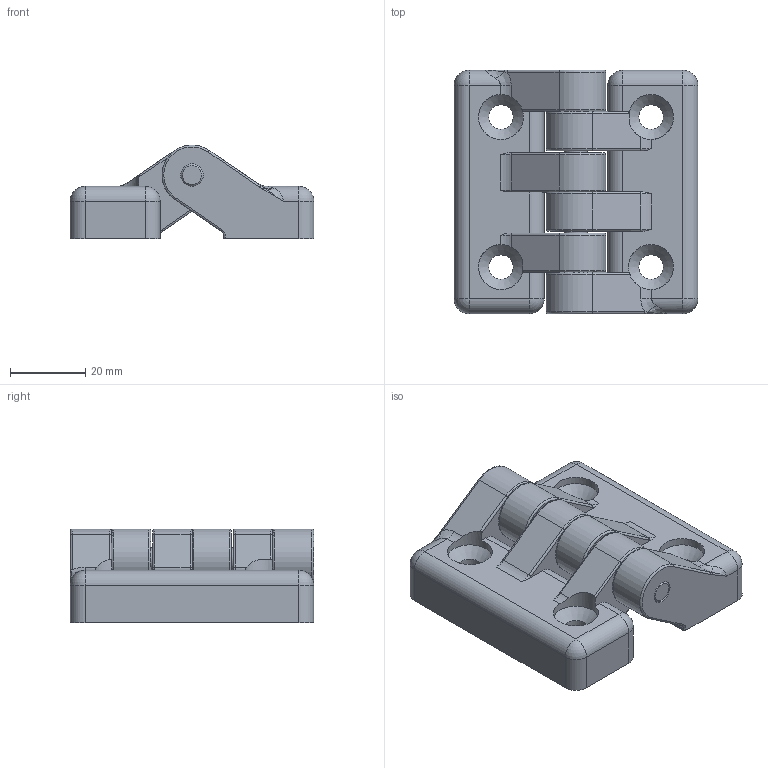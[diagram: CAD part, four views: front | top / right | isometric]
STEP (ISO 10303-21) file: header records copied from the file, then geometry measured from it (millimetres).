
FILE_DESCRIPTION(/* description */ ('File step'),/* implementation_level */ '2;1');
FILE_NAME(/* name */ '6388030',/* time_stamp */ '2022-02-18T17:16:19+01:00',/* author */ ('Zorzan D.'),/* organization */ ('Gamm Srl.'),/* preprocessor_version */ 'ST-DEVELOPER v16.7',/* originating_system */ 'Solid Edge',/* authorisation */ 'Unknown');
FILE_SCHEMA (('CONFIG_CONTROL_DESIGN'));
Length unit declared in the file: millimetre
Products named in the file (1): Parte4
Bounding box: 65 x 64.9 x 24.98 mm (x, y, z)
Volume: 42412.4 mm3; surface area: 23721.9 mm2
Topology: 1 solids, 1 shells, 232 faces, 625 edges, 383 vertices
Faces by surface type: cylinder 92, plane 90, torus 30, bspline 8, cone 6, sphere 6
Full cylindrical faces by diameter (mm): 6 x4, 6.5 x4, 12 x4, 14.5 x4
Entity records: 8724 total; most frequent: CARTESIAN_POINT 1401, DIRECTION 1228, ORIENTED_EDGE 1158, EDGE_CURVE 579, AXIS2_PLACEMENT_3D 462, VERTEX_POINT 369, LINE 304, VECTOR 304
